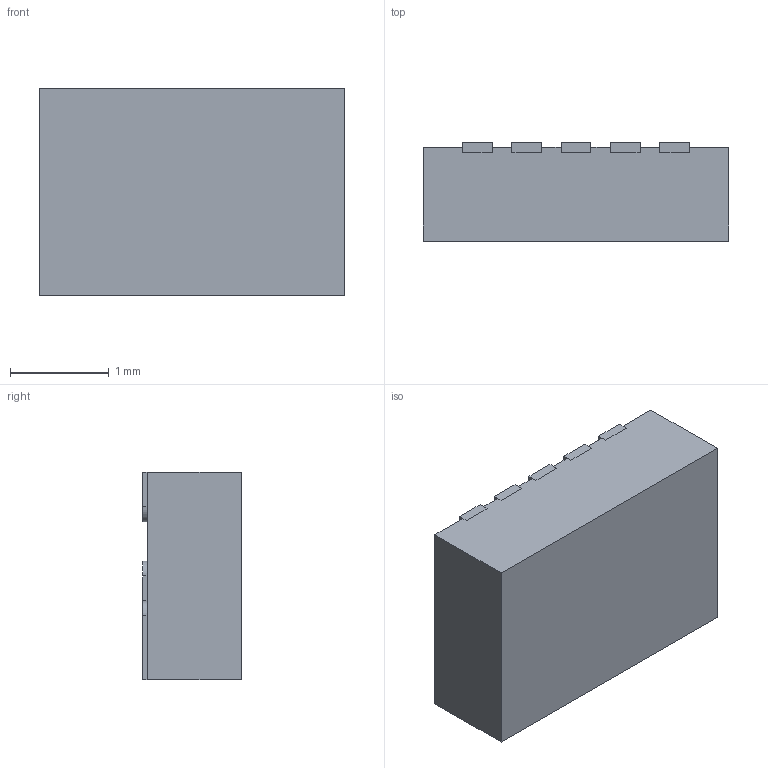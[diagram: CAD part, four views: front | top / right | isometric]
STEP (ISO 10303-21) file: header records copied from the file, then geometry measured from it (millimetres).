
FILE_DESCRIPTION (( 'STEP AP214' ), '1' );
FILE_NAME ('TPS63802DLAR.STEP', '2022-03-17T07:25:09', ( '' ), ( '' ), 'SwSTEP 2.0', 'SolidWorks 2018', '' );
FILE_SCHEMA (( 'AUTOMOTIVE_DESIGN' ));
Length unit declared in the file: millimetre
Products named in the file (1): TPS63802DLAR
Bounding box: 3.1 x 1 x 2.1 mm (x, y, z)
Volume: 6.3 mm3; surface area: 29.4 mm2
Topology: 11 solids, 11 shells, 116 faces, 282 edges, 188 vertices
Faces by surface type: plane 88, cylinder 28
Entity records: 4782 total; most frequent: CARTESIAN_POINT 587, DIRECTION 572, ORIENTED_EDGE 564, EDGE_CURVE 282, LINE 226, VECTOR 226, VERTEX_POINT 188, AXIS2_PLACEMENT_3D 173
